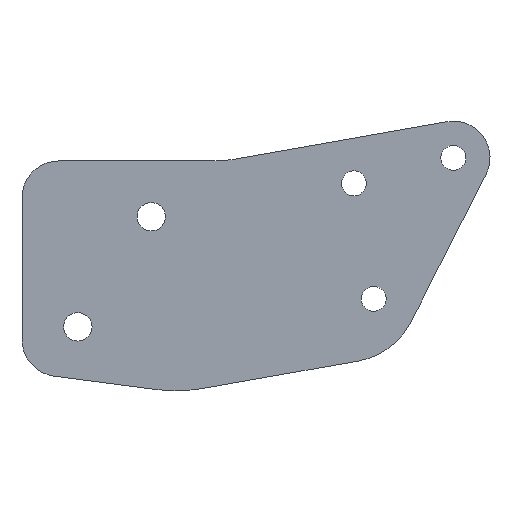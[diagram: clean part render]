
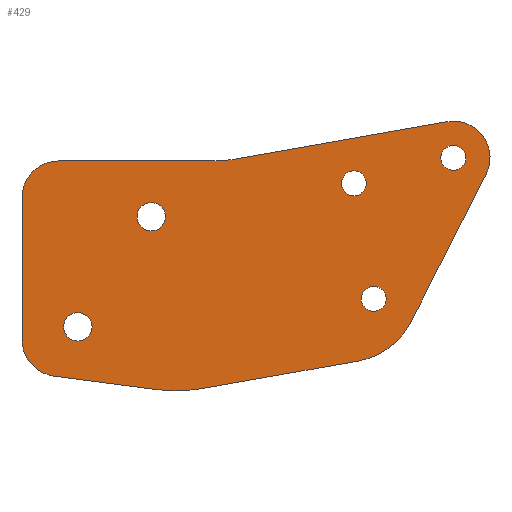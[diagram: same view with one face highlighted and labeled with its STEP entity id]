
A CAD part, left-side view. The second image highlights one B-rep face of the part: STEP entity #429.
In plain terms, the highlighted planar face has unit normal (-1, 0, 0).
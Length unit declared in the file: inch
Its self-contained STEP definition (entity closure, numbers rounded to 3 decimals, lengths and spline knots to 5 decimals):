
#36=FACE_BOUND('',#103,.T.);
#37=FACE_BOUND('',#104,.T.);
#38=FACE_BOUND('',#105,.T.);
#39=FACE_BOUND('',#106,.T.);
#40=FACE_BOUND('',#107,.T.);
#52=CIRCLE('',#479,0.5);
#53=CIRCLE('',#480,0.25);
#54=CIRCLE('',#481,1.);
#55=CIRCLE('',#482,0.25);
#56=CIRCLE('',#483,0.25);
#57=CIRCLE('',#484,1.);
#58=CIRCLE('',#485,0.08475);
#59=CIRCLE('',#486,0.09675);
#60=CIRCLE('',#487,0.09675);
#61=CIRCLE('',#488,0.08475);
#62=CIRCLE('',#489,0.08475);
#73=FACE_OUTER_BOUND('',#102,.T.);
#102=EDGE_LOOP('',(#327,#328,#329,#330,#331,#332,#333,#334,#335,#336,#337,
#338));
#103=EDGE_LOOP('',(#339));
#104=EDGE_LOOP('',(#340));
#105=EDGE_LOOP('',(#341));
#106=EDGE_LOOP('',(#342));
#107=EDGE_LOOP('',(#343));
#126=LINE('',#655,#160);
#130=LINE('',#664,#164);
#136=LINE('',#677,#170);
#140=LINE('',#686,#174);
#144=LINE('',#715,#178);
#145=LINE('',#722,#179);
#160=VECTOR('',#517,1.44972);
#164=VECTOR('',#523,1.04235);
#170=VECTOR('',#531,0.96699);
#174=VECTOR('',#537,1.08255);
#178=VECTOR('',#569,1.12749);
#179=VECTOR('',#578,0.70755);
#194=VERTEX_POINT('',#653);
#195=VERTEX_POINT('',#654);
#198=VERTEX_POINT('',#662);
#199=VERTEX_POINT('',#663);
#204=VERTEX_POINT('',#674);
#205=VERTEX_POINT('',#676);
#208=VERTEX_POINT('',#683);
#209=VERTEX_POINT('',#685);
#219=VERTEX_POINT('',#712);
#220=VERTEX_POINT('',#714);
#221=VERTEX_POINT('',#719);
#222=VERTEX_POINT('',#721);
#223=VERTEX_POINT('',#724);
#224=VERTEX_POINT('',#726);
#225=VERTEX_POINT('',#728);
#226=VERTEX_POINT('',#730);
#227=VERTEX_POINT('',#732);
#233=EDGE_CURVE('',#194,#195,#126,.T.);
#237=EDGE_CURVE('',#198,#199,#130,.T.);
#243=EDGE_CURVE('',#205,#204,#136,.T.);
#247=EDGE_CURVE('',#209,#208,#140,.T.);
#262=EDGE_CURVE('',#208,#219,#52,.F.);
#263=EDGE_CURVE('',#219,#220,#144,.T.);
#264=EDGE_CURVE('',#220,#194,#53,.F.);
#265=EDGE_CURVE('',#198,#195,#54,.T.);
#266=EDGE_CURVE('',#205,#199,#55,.F.);
#267=EDGE_CURVE('',#204,#221,#56,.F.);
#268=EDGE_CURVE('',#221,#222,#145,.T.);
#269=EDGE_CURVE('',#222,#209,#57,.F.);
#270=EDGE_CURVE('',#223,#223,#58,.T.);
#271=EDGE_CURVE('',#224,#224,#59,.T.);
#272=EDGE_CURVE('',#225,#225,#60,.T.);
#273=EDGE_CURVE('',#226,#226,#61,.T.);
#274=EDGE_CURVE('',#227,#227,#62,.T.);
#327=ORIENTED_EDGE('',*,*,#247,.T.);
#328=ORIENTED_EDGE('',*,*,#262,.T.);
#329=ORIENTED_EDGE('',*,*,#263,.T.);
#330=ORIENTED_EDGE('',*,*,#264,.T.);
#331=ORIENTED_EDGE('',*,*,#233,.T.);
#332=ORIENTED_EDGE('',*,*,#265,.F.);
#333=ORIENTED_EDGE('',*,*,#237,.T.);
#334=ORIENTED_EDGE('',*,*,#266,.F.);
#335=ORIENTED_EDGE('',*,*,#243,.T.);
#336=ORIENTED_EDGE('',*,*,#267,.T.);
#337=ORIENTED_EDGE('',*,*,#268,.T.);
#338=ORIENTED_EDGE('',*,*,#269,.T.);
#339=ORIENTED_EDGE('',*,*,#270,.T.);
#340=ORIENTED_EDGE('',*,*,#271,.F.);
#341=ORIENTED_EDGE('',*,*,#272,.F.);
#342=ORIENTED_EDGE('',*,*,#273,.F.);
#343=ORIENTED_EDGE('',*,*,#274,.F.);
#421=PLANE('',#478);
#429=ADVANCED_FACE('',(#73,#36,#37,#38,#39,#40),#421,.F.);
#478=AXIS2_PLACEMENT_3D('',#711,#565,#566);
#479=AXIS2_PLACEMENT_3D('',#713,#567,#568);
#480=AXIS2_PLACEMENT_3D('',#716,#570,#571);
#481=AXIS2_PLACEMENT_3D('',#717,#572,#573);
#482=AXIS2_PLACEMENT_3D('',#718,#574,#575);
#483=AXIS2_PLACEMENT_3D('',#720,#576,#577);
#484=AXIS2_PLACEMENT_3D('',#723,#579,#580);
#485=AXIS2_PLACEMENT_3D('',#725,#581,#582);
#486=AXIS2_PLACEMENT_3D('',#727,#583,#584);
#487=AXIS2_PLACEMENT_3D('',#729,#585,#586);
#488=AXIS2_PLACEMENT_3D('',#731,#587,#588);
#489=AXIS2_PLACEMENT_3D('',#733,#589,#590);
#517=DIRECTION('',(0.,0.985,-0.174));
#523=DIRECTION('',(0.,1.,0.));
#531=DIRECTION('',(0.,0.,-1.));
#537=DIRECTION('',(0.,-0.985,0.174));
#565=DIRECTION('center_axis',(1.,0.,0.));
#566=DIRECTION('ref_axis',(0.,0.,-1.));
#567=DIRECTION('center_axis',(1.,0.,0.));
#568=DIRECTION('ref_axis',(0.,1.,0.));
#569=DIRECTION('',(0.,-0.454,0.891));
#570=DIRECTION('center_axis',(1.,0.,0.));
#571=DIRECTION('ref_axis',(0.,1.,0.));
#572=DIRECTION('center_axis',(-1.,0.,0.));
#573=DIRECTION('ref_axis',(0.,-1.,0.));
#574=DIRECTION('center_axis',(-1.,0.,0.));
#575=DIRECTION('ref_axis',(0.,-1.,0.));
#576=DIRECTION('center_axis',(1.,0.,0.));
#577=DIRECTION('ref_axis',(0.,1.,0.));
#578=DIRECTION('',(0.,-0.991,-0.131));
#579=DIRECTION('center_axis',(1.,0.,0.));
#580=DIRECTION('ref_axis',(0.,1.,0.));
#581=DIRECTION('center_axis',(1.,0.,0.));
#582=DIRECTION('ref_axis',(0.,0.,-1.));
#583=DIRECTION('center_axis',(-1.,0.,0.));
#584=DIRECTION('ref_axis',(0.,0.,1.));
#585=DIRECTION('center_axis',(-1.,0.,0.));
#586=DIRECTION('ref_axis',(0.,0.,1.));
#587=DIRECTION('center_axis',(-1.,0.,0.));
#588=DIRECTION('ref_axis',(0.,0.,1.));
#589=DIRECTION('center_axis',(-1.,0.,0.));
#590=DIRECTION('ref_axis',(0.,0.,1.));
#653=CARTESIAN_POINT('',(0.19826,10.12045,-4.48216));
#654=CARTESIAN_POINT('',(0.19826,11.54814,-4.7339));
#655=CARTESIAN_POINT('',(0.19826,10.12045,-4.48216));
#662=CARTESIAN_POINT('',(0.19826,11.72179,-4.74909));
#663=CARTESIAN_POINT('',(0.19826,12.76413,-4.74909));
#664=CARTESIAN_POINT('',(0.19826,11.72179,-4.74909));
#674=CARTESIAN_POINT('',(0.19826,13.01413,-5.96608));
#676=CARTESIAN_POINT('',(0.19826,13.01413,-4.99909));
#677=CARTESIAN_POINT('',(0.19826,13.01413,-4.99909));
#683=CARTESIAN_POINT('',(0.19826,10.72483,-6.11186));
#685=CARTESIAN_POINT('',(0.19826,11.79094,-6.29985));
#686=CARTESIAN_POINT('',(0.19826,11.79094,-6.29985));
#711=CARTESIAN_POINT('Origin',(0.19826,0.,0.));
#712=CARTESIAN_POINT('',(0.19826,10.36615,-5.84646));
#713=CARTESIAN_POINT('Origin',(0.19826,10.81166,-5.61946));
#714=CARTESIAN_POINT('',(0.19826,9.85428,-4.84185));
#715=CARTESIAN_POINT('',(0.19826,10.36615,-5.84646));
#716=CARTESIAN_POINT('Origin',(0.19826,10.07704,-4.72836));
#717=CARTESIAN_POINT('Origin',(0.19826,11.72179,-3.74909));
#718=CARTESIAN_POINT('Origin',(0.19826,12.76413,-4.99909));
#719=CARTESIAN_POINT('',(0.19826,12.79683,-6.21393));
#720=CARTESIAN_POINT('Origin',(0.19826,12.76413,-5.96608));
#721=CARTESIAN_POINT('',(0.19826,12.09535,-6.30645));
#722=CARTESIAN_POINT('',(0.19826,12.79683,-6.21393));
#723=CARTESIAN_POINT('Origin',(0.19826,11.96459,-5.31504));
#724=CARTESIAN_POINT('',(0.19826,10.07704,-4.64361));
#725=CARTESIAN_POINT('Origin',(0.19826,10.07704,-4.72836));
#726=CARTESIAN_POINT('',(0.19826,12.63413,-5.97584));
#727=CARTESIAN_POINT('Origin',(0.19826,12.63413,-5.87909));
#728=CARTESIAN_POINT('',(0.19826,12.13413,-5.22584));
#729=CARTESIAN_POINT('Origin',(0.19826,12.13413,-5.12909));
#730=CARTESIAN_POINT('',(0.19826,10.75352,-4.98649));
#731=CARTESIAN_POINT('Origin',(0.19826,10.75352,-4.90174));
#732=CARTESIAN_POINT('',(0.19826,10.61906,-5.77314));
#733=CARTESIAN_POINT('Origin',(0.19826,10.61906,-5.68839));
